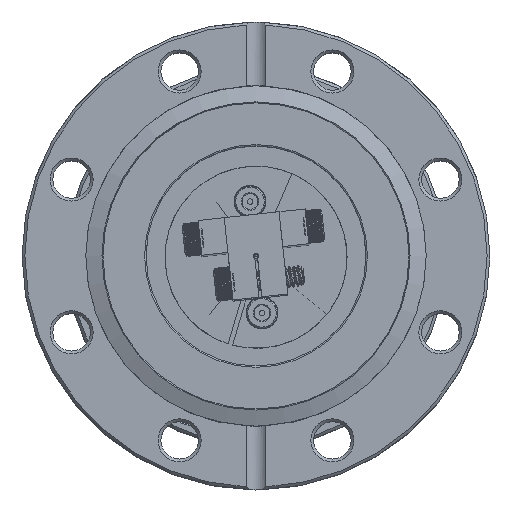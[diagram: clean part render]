
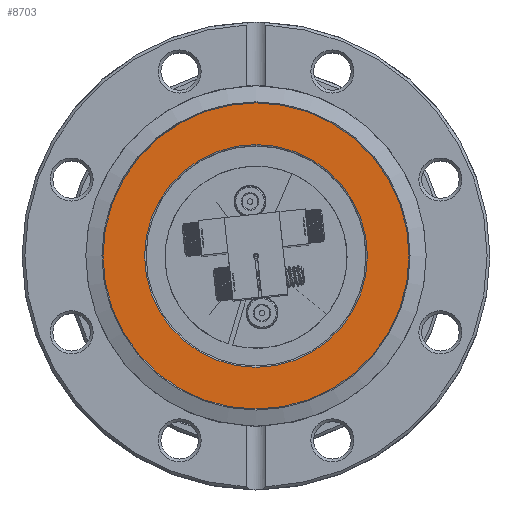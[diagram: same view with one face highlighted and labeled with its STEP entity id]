
A CAD part, top view. The second image highlights one B-rep face of the part: STEP entity #8703.
In plain terms, the highlighted face is planar.
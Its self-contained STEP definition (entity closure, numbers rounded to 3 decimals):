
#283=FACE_BOUND('',#1678,.T.);
#728=PLANE('',#9681);
#1159=FACE_OUTER_BOUND('',#1677,.T.);
#1677=EDGE_LOOP('',(#7832));
#1678=EDGE_LOOP('',(#7833));
#3265=CIRCLE('',#9682,27.755);
#3266=CIRCLE('',#9683,20.193);
#4115=VERTEX_POINT('',#20185);
#4116=VERTEX_POINT('',#20187);
#5371=EDGE_CURVE('',#4115,#4115,#3265,.T.);
#5372=EDGE_CURVE('',#4116,#4116,#3266,.T.);
#7832=ORIENTED_EDGE('',*,*,#5371,.F.);
#7833=ORIENTED_EDGE('',*,*,#5372,.T.);
#8703=ADVANCED_FACE('',(#1159,#283),#728,.F.);
#9681=AXIS2_PLACEMENT_3D('',#20184,#11915,#11916);
#9682=AXIS2_PLACEMENT_3D('',#20186,#11917,#11918);
#9683=AXIS2_PLACEMENT_3D('',#20188,#11919,#11920);
#11915=DIRECTION('center_axis',(0.,0.,1.));
#11916=DIRECTION('ref_axis',(1.,0.,0.));
#11917=DIRECTION('center_axis',(0.,0.,1.));
#11918=DIRECTION('ref_axis',(1.,0.,0.));
#11919=DIRECTION('center_axis',(0.,0.,1.));
#11920=DIRECTION('ref_axis',(1.,0.,0.));
#20184=CARTESIAN_POINT('Origin',(0.,0.,
-6.833));
#20185=CARTESIAN_POINT('',(27.755,0.,-6.833));
#20186=CARTESIAN_POINT('Origin',(0.,0.,-6.833));
#20187=CARTESIAN_POINT('',(-20.193,0.,-6.833));
#20188=CARTESIAN_POINT('Origin',(0.,0.,-6.833));
